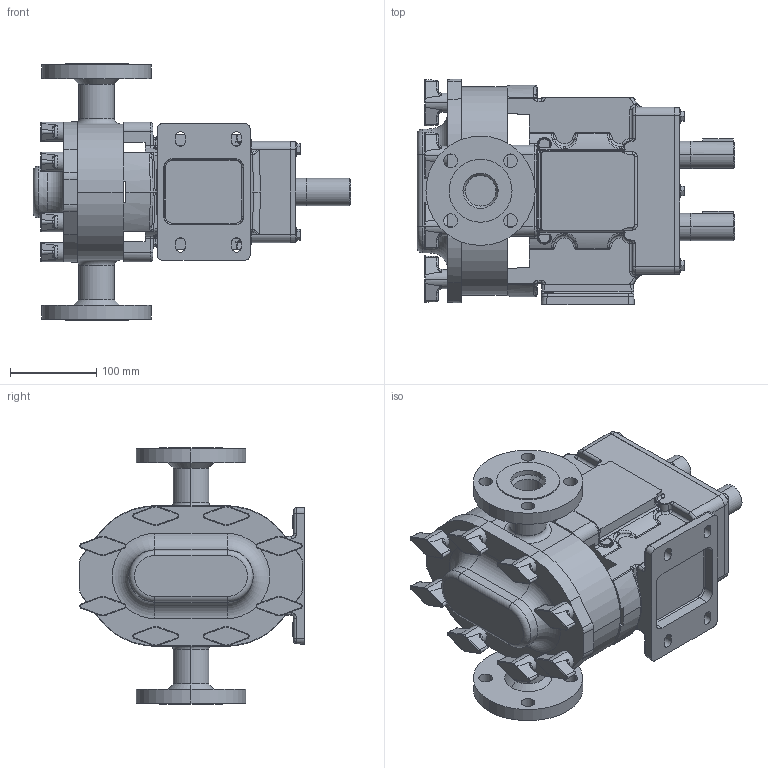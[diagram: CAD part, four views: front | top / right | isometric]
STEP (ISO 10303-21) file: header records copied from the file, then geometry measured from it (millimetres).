
FILE_DESCRIPTION (( 'STEP AP214' ), '1' );
FILE_NAME ('TRA10-0300-034.STEP', '2024-03-26T18:28:37', ( '' ), ( '' ), 'SwSTEP 2.0', 'SolidWorks 2022', '' );
FILE_SCHEMA (( 'AUTOMOTIVE_DESIGN' ));
Length unit declared in the file: inch
Products named in the file (5): 0300FLG150-15; TRA10-0300-034; TRA10-0300-GEARBOX-H; TRA10-0300-COVER-STD; TRA10-0300-BODY
Assembly tree (5 placements, depth 2):
  TRA10-0300-034
    TRA10-0300-GEARBOX-H
    TRA10-0300-BODY
    TRA10-0300-COVER-STD
    0300FLG150-15  x2
Bounding box: 368.81 x 262.34 x 298.45 mm (x, y, z)
Volume: 7912642.7 mm3; surface area: 554100.9 mm2
Topology: 5 solids, 5 shells, 1104 faces, 2745 edges, 1652 vertices
Faces by surface type: cylinder 373, plane 285, bspline 228, torus 132, cone 72, sphere 14
Entity records: 41422 total; most frequent: CARTESIAN_POINT 18006, ORIENTED_EDGE 5294, DIRECTION 4410, EDGE_CURVE 2647, AXIS2_PLACEMENT_3D 1744, VERTEX_POINT 1610, EDGE_LOOP 1129, ADVANCED_FACE 1078
